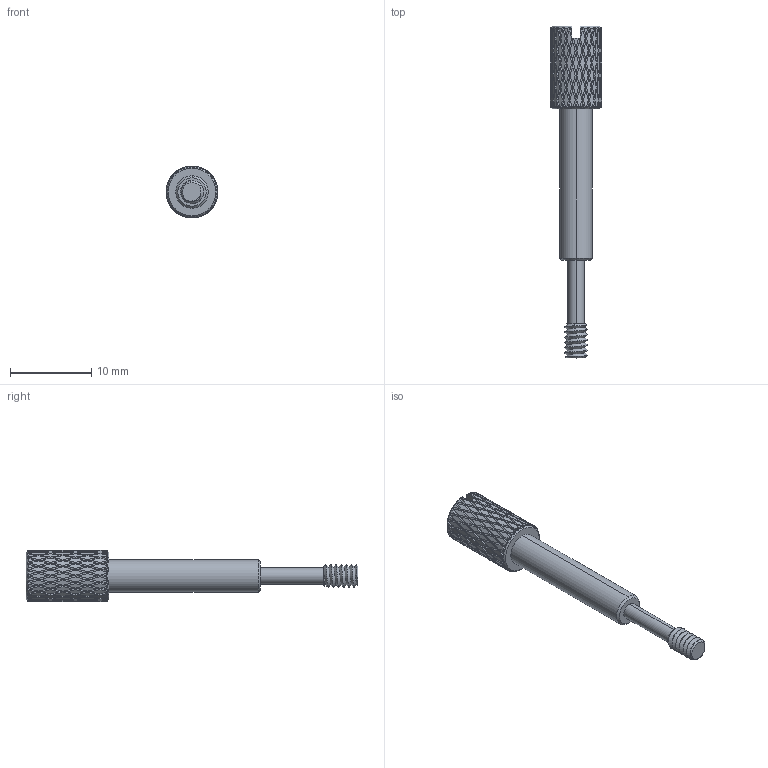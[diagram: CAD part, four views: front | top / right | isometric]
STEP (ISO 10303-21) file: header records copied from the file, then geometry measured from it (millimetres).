
FILE_DESCRIPTION (( 'STEP AP203' ), '1' );
FILE_NAME ('TS-CSMN.STEP', '2010-06-08T14:08:07', ( 'x' ), ( 'Microsoft' ), 'SwSTEP 2.0', 'SolidWorks 2010', '' );
FILE_SCHEMA (( 'CONFIG_CONTROL_DESIGN' ));
Length unit declared in the file: inch
Products named in the file (1): TS-CSMN
Bounding box: 6.35 x 40.76 x 6.35 mm (x, y, z)
Volume: 580.3 mm3; surface area: 647.9 mm2
Topology: 1 solids, 1 shells, 567 faces, 1537 edges, 975 vertices
Faces by surface type: bspline 334, cylinder 212, cone 12, plane 9
Entity records: 25273 total; most frequent: CARTESIAN_POINT 16039, ORIENTED_EDGE 3074, EDGE_CURVE 1537, VERTEX_POINT 975, DIRECTION 701, EDGE_LOOP 570, ADVANCED_FACE 567, FACE_OUTER_BOUND 567
